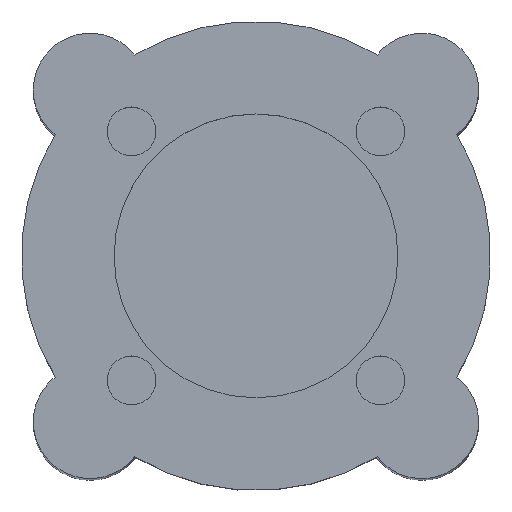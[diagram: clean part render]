
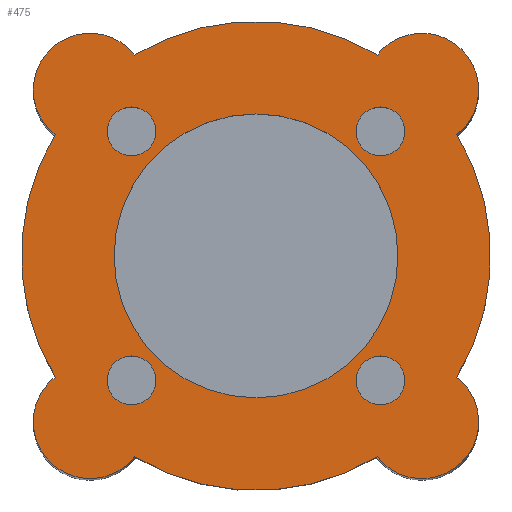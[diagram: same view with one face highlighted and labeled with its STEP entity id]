
A CAD part, top view. The second image highlights one B-rep face of the part: STEP entity #475.
In plain terms, the highlighted planar face has unit normal (0, 0, 1).
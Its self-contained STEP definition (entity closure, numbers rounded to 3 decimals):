
#19=FACE_BOUND('',#107,.T.);
#20=FACE_BOUND('',#108,.T.);
#21=FACE_BOUND('',#109,.T.);
#22=FACE_BOUND('',#110,.T.);
#23=FACE_BOUND('',#111,.T.);
#38=PLANE('',#563);
#70=FACE_OUTER_BOUND('',#106,.T.);
#106=EDGE_LOOP('',(#412,#413,#414,#415,#416,#417,#418,#419,#420,#421));
#107=EDGE_LOOP('',(#422));
#108=EDGE_LOOP('',(#423));
#109=EDGE_LOOP('',(#424));
#110=EDGE_LOOP('',(#425));
#111=EDGE_LOOP('',(#426));
#154=CIRCLE('',#491,2.15);
#156=CIRCLE('',#495,2.15);
#158=CIRCLE('',#499,2.15);
#160=CIRCLE('',#503,2.15);
#162=CIRCLE('',#507,12.5);
#186=CIRCLE('',#546,20.655);
#187=CIRCLE('',#548,5.);
#188=CIRCLE('',#550,20.655);
#189=CIRCLE('',#552,5.);
#190=CIRCLE('',#553,5.);
#191=CIRCLE('',#555,20.655);
#192=CIRCLE('',#557,5.);
#193=CIRCLE('',#558,5.);
#194=CIRCLE('',#560,20.655);
#195=CIRCLE('',#562,5.);
#196=VERTEX_POINT('',#737);
#198=VERTEX_POINT('',#744);
#200=VERTEX_POINT('',#751);
#202=VERTEX_POINT('',#758);
#204=VERTEX_POINT('',#765);
#228=VERTEX_POINT('',#833);
#229=VERTEX_POINT('',#834);
#230=VERTEX_POINT('',#840);
#231=VERTEX_POINT('',#844);
#232=VERTEX_POINT('',#848);
#233=VERTEX_POINT('',#851);
#234=VERTEX_POINT('',#855);
#235=VERTEX_POINT('',#859);
#236=VERTEX_POINT('',#862);
#237=VERTEX_POINT('',#866);
#238=EDGE_CURVE('',#196,#196,#154,.T.);
#241=EDGE_CURVE('',#198,#198,#156,.T.);
#244=EDGE_CURVE('',#200,#200,#158,.T.);
#247=EDGE_CURVE('',#202,#202,#160,.T.);
#250=EDGE_CURVE('',#204,#204,#162,.T.);
#279=EDGE_CURVE('',#228,#229,#186,.T.);
#284=EDGE_CURVE('',#229,#230,#187,.T.);
#285=EDGE_CURVE('',#230,#231,#188,.T.);
#288=EDGE_CURVE('',#231,#232,#189,.T.);
#290=EDGE_CURVE('',#232,#233,#190,.T.);
#291=EDGE_CURVE('',#233,#234,#191,.T.);
#294=EDGE_CURVE('',#234,#235,#192,.T.);
#296=EDGE_CURVE('',#235,#236,#193,.T.);
#297=EDGE_CURVE('',#236,#237,#194,.T.);
#300=EDGE_CURVE('',#237,#228,#195,.T.);
#412=ORIENTED_EDGE('',*,*,#300,.T.);
#413=ORIENTED_EDGE('',*,*,#279,.T.);
#414=ORIENTED_EDGE('',*,*,#284,.T.);
#415=ORIENTED_EDGE('',*,*,#285,.T.);
#416=ORIENTED_EDGE('',*,*,#288,.T.);
#417=ORIENTED_EDGE('',*,*,#290,.T.);
#418=ORIENTED_EDGE('',*,*,#291,.T.);
#419=ORIENTED_EDGE('',*,*,#294,.T.);
#420=ORIENTED_EDGE('',*,*,#296,.T.);
#421=ORIENTED_EDGE('',*,*,#297,.T.);
#422=ORIENTED_EDGE('',*,*,#238,.T.);
#423=ORIENTED_EDGE('',*,*,#241,.T.);
#424=ORIENTED_EDGE('',*,*,#244,.T.);
#425=ORIENTED_EDGE('',*,*,#247,.T.);
#426=ORIENTED_EDGE('',*,*,#250,.T.);
#475=ADVANCED_FACE('',(#70,#19,#20,#21,#22,#23),#38,.T.);
#491=AXIS2_PLACEMENT_3D('',#738,#568,#569);
#495=AXIS2_PLACEMENT_3D('',#745,#577,#578);
#499=AXIS2_PLACEMENT_3D('',#752,#586,#587);
#503=AXIS2_PLACEMENT_3D('',#759,#595,#596);
#507=AXIS2_PLACEMENT_3D('',#766,#604,#605);
#546=AXIS2_PLACEMENT_3D('',#835,#687,#688);
#548=AXIS2_PLACEMENT_3D('',#842,#695,#696);
#550=AXIS2_PLACEMENT_3D('',#845,#699,#700);
#552=AXIS2_PLACEMENT_3D('',#850,#705,#706);
#553=AXIS2_PLACEMENT_3D('',#853,#708,#709);
#555=AXIS2_PLACEMENT_3D('',#856,#712,#713);
#557=AXIS2_PLACEMENT_3D('',#861,#718,#719);
#558=AXIS2_PLACEMENT_3D('',#864,#721,#722);
#560=AXIS2_PLACEMENT_3D('',#867,#725,#726);
#562=AXIS2_PLACEMENT_3D('',#871,#731,#732);
#563=AXIS2_PLACEMENT_3D('',#872,#733,#734);
#568=DIRECTION('center_axis',(0.,0.,-1.));
#569=DIRECTION('ref_axis',(-1.,0.,0.));
#577=DIRECTION('center_axis',(0.,0.,-1.));
#578=DIRECTION('ref_axis',(-1.,0.,0.));
#586=DIRECTION('center_axis',(0.,0.,-1.));
#587=DIRECTION('ref_axis',(-1.,0.,0.));
#595=DIRECTION('center_axis',(0.,0.,-1.));
#596=DIRECTION('ref_axis',(-1.,0.,0.));
#604=DIRECTION('center_axis',(0.,0.,-1.));
#605=DIRECTION('ref_axis',(-1.,0.,0.));
#687=DIRECTION('center_axis',(0.,0.,1.));
#688=DIRECTION('ref_axis',(1.,0.,0.));
#695=DIRECTION('center_axis',(0.,0.,1.));
#696=DIRECTION('ref_axis',(1.,0.,0.));
#699=DIRECTION('center_axis',(0.,0.,1.));
#700=DIRECTION('ref_axis',(1.,0.,0.));
#705=DIRECTION('center_axis',(0.,0.,1.));
#706=DIRECTION('ref_axis',(1.,0.,0.));
#708=DIRECTION('center_axis',(0.,0.,1.));
#709=DIRECTION('ref_axis',(1.,0.,0.));
#712=DIRECTION('center_axis',(0.,0.,1.));
#713=DIRECTION('ref_axis',(1.,0.,0.));
#718=DIRECTION('center_axis',(0.,0.,1.));
#719=DIRECTION('ref_axis',(1.,0.,0.));
#721=DIRECTION('center_axis',(0.,0.,1.));
#722=DIRECTION('ref_axis',(1.,0.,0.));
#725=DIRECTION('center_axis',(0.,0.,1.));
#726=DIRECTION('ref_axis',(1.,0.,0.));
#731=DIRECTION('center_axis',(0.,0.,1.));
#732=DIRECTION('ref_axis',(1.,0.,0.));
#733=DIRECTION('center_axis',(0.,0.,1.));
#734=DIRECTION('ref_axis',(1.,0.,0.));
#737=CARTESIAN_POINT('',(13.11,10.96,95.));
#738=CARTESIAN_POINT('Origin',(10.96,10.96,95.));
#744=CARTESIAN_POINT('',(13.11,-10.96,95.));
#745=CARTESIAN_POINT('Origin',(10.96,-10.96,95.));
#751=CARTESIAN_POINT('',(-8.81,10.96,95.));
#752=CARTESIAN_POINT('Origin',(-10.96,10.96,95.));
#758=CARTESIAN_POINT('',(-8.81,-10.96,95.));
#759=CARTESIAN_POINT('Origin',(-10.96,-10.96,95.));
#765=CARTESIAN_POINT('',(12.5,0.,95.));
#766=CARTESIAN_POINT('Origin',(0.,0.,95.));
#833=CARTESIAN_POINT('',(17.687,-10.668,95.));
#834=CARTESIAN_POINT('',(17.687,10.668,95.));
#835=CARTESIAN_POINT('Origin',(0.,0.,95.));
#840=CARTESIAN_POINT('',(10.668,17.687,95.));
#842=CARTESIAN_POINT('Origin',(14.605,14.605,95.));
#844=CARTESIAN_POINT('',(-10.668,17.687,95.));
#845=CARTESIAN_POINT('Origin',(0.,0.,95.));
#848=CARTESIAN_POINT('',(-19.605,14.605,95.));
#850=CARTESIAN_POINT('Origin',(-14.605,14.605,95.));
#851=CARTESIAN_POINT('',(-17.687,10.668,95.));
#853=CARTESIAN_POINT('Origin',(-14.605,14.605,95.));
#855=CARTESIAN_POINT('',(-17.687,-10.668,95.));
#856=CARTESIAN_POINT('Origin',(0.,0.,95.));
#859=CARTESIAN_POINT('',(-19.605,-14.605,95.));
#861=CARTESIAN_POINT('Origin',(-14.605,-14.605,95.));
#862=CARTESIAN_POINT('',(-10.668,-17.687,95.));
#864=CARTESIAN_POINT('Origin',(-14.605,-14.605,95.));
#866=CARTESIAN_POINT('',(10.668,-17.687,95.));
#867=CARTESIAN_POINT('Origin',(0.,0.,95.));
#871=CARTESIAN_POINT('Origin',(14.605,-14.605,95.));
#872=CARTESIAN_POINT('Origin',(0.,0.,95.));
